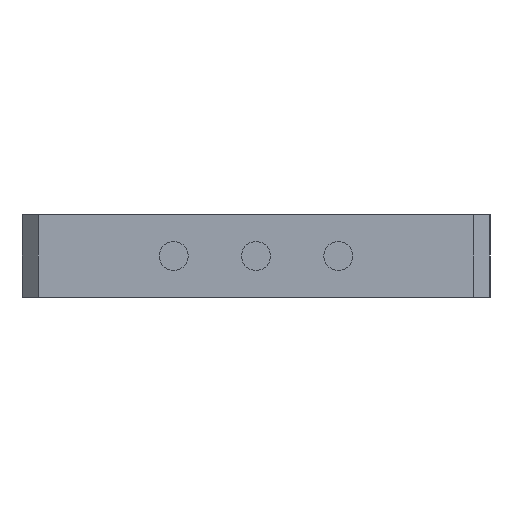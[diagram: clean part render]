
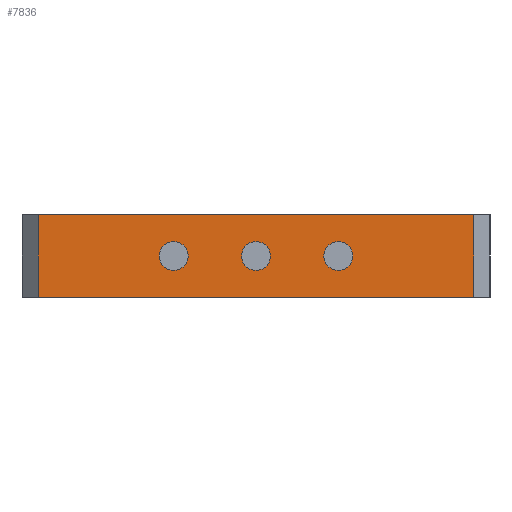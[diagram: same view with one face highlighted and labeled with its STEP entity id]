
A CAD part, front view. The second image highlights one B-rep face of the part: STEP entity #7836.
In plain terms, the highlighted planar face has unit normal (0, -1, 0).
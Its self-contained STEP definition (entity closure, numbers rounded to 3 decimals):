
#19 = EDGE_LOOP ( 'NONE', ( #8312, #6649 ) ) ;
#181 = AXIS2_PLACEMENT_3D ( 'NONE', #8606, #4527, #6446 ) ;
#223 = FACE_BOUND ( 'NONE', #5920, .T. ) ;
#398 = FACE_BOUND ( 'NONE', #1790, .T. ) ;
#455 = VERTEX_POINT ( 'NONE', #3503 ) ;
#460 = CIRCLE ( 'NONE', #6613, 2.2 ) ;
#495 = CIRCLE ( 'NONE', #6820, 2.2 ) ;
#535 = CIRCLE ( 'NONE', #6710, 2.2 ) ;
#619 = EDGE_CURVE ( 'NONE', #3660, #7263, #7222, .T. ) ;
#621 = CARTESIAN_POINT ( 'NONE',  ( 33.05, -35.55, -6.25 ) ) ;
#816 = VERTEX_POINT ( 'NONE', #5016 ) ;
#828 = LINE ( 'NONE', #2792, #3818 ) ;
#1023 = ORIENTED_EDGE ( 'NONE', *, *, #5427, .T. ) ;
#1063 = EDGE_CURVE ( 'NONE', #816, #6939, #6643, .T. ) ;
#1217 = CARTESIAN_POINT ( 'NONE',  ( -12.5, -35.55, 0. ) ) ;
#1326 = DIRECTION ( 'NONE',  ( 1., 0., 0. ) ) ;
#1394 = CIRCLE ( 'NONE', #5130, 2.2 ) ;
#1615 = PLANE ( 'NONE',  #3969 ) ;
#1626 = AXIS2_PLACEMENT_3D ( 'NONE', #3864, #6597, #5795 ) ;
#1790 = EDGE_LOOP ( 'NONE', ( #8780, #5699 ) ) ;
#1944 = EDGE_CURVE ( 'NONE', #8031, #455, #460, .T. ) ;
#2036 = ORIENTED_EDGE ( 'NONE', *, *, #7936, .T. ) ;
#2077 = DIRECTION ( 'NONE',  ( 1., 0., 0. ) ) ;
#2185 = CARTESIAN_POINT ( 'NONE',  ( 0., -35.55, 0. ) ) ;
#2326 = DIRECTION ( 'NONE',  ( 0., 0., -1. ) ) ;
#2517 = DIRECTION ( 'NONE',  ( 0., 0., 1. ) ) ;
#2720 = DIRECTION ( 'NONE',  ( 0., 1., 0. ) ) ;
#2792 = CARTESIAN_POINT ( 'NONE',  ( -35.55, -35.55, 6.25 ) ) ;
#2986 = DIRECTION ( 'NONE',  ( 0., 0., 1. ) ) ;
#3013 = CARTESIAN_POINT ( 'NONE',  ( -12.5, -35.55, -2.2 ) ) ;
#3042 = EDGE_CURVE ( 'NONE', #6939, #816, #1394, .T. ) ;
#3415 = VERTEX_POINT ( 'NONE', #5039 ) ;
#3441 = CARTESIAN_POINT ( 'NONE',  ( -35.55, -35.55, -6.25 ) ) ;
#3482 = CARTESIAN_POINT ( 'NONE',  ( 12.5, -35.55, 2.2 ) ) ;
#3503 = CARTESIAN_POINT ( 'NONE',  ( 0., -35.55, 2.2 ) ) ;
#3556 = EDGE_CURVE ( 'NONE', #5792, #7459, #7687, .T. ) ;
#3660 = VERTEX_POINT ( 'NONE', #621 ) ;
#3773 = FACE_OUTER_BOUND ( 'NONE', #5581, .T. ) ;
#3818 = VECTOR ( 'NONE', #2077, 1000. ) ;
#3864 = CARTESIAN_POINT ( 'NONE',  ( -12.5, -35.55, 0. ) ) ;
#3896 = CARTESIAN_POINT ( 'NONE',  ( -33.05, -35.55, 6.25 ) ) ;
#3969 = AXIS2_PLACEMENT_3D ( 'NONE', #7241, #4510, #5749 ) ;
#4201 = VERTEX_POINT ( 'NONE', #3896 ) ;
#4510 = DIRECTION ( 'NONE',  ( 0., 1., 0. ) ) ;
#4527 = DIRECTION ( 'NONE',  ( 0., 1., 0. ) ) ;
#4779 = FACE_BOUND ( 'NONE', #19, .T. ) ;
#4936 = CARTESIAN_POINT ( 'NONE',  ( 12.5, -35.55, 0. ) ) ;
#4942 = DIRECTION ( 'NONE',  ( 0., 0., 1. ) ) ;
#5016 = CARTESIAN_POINT ( 'NONE',  ( 12.5, -35.55, -2.2 ) ) ;
#5039 = CARTESIAN_POINT ( 'NONE',  ( -33.05, -35.55, -6.25 ) ) ;
#5081 = LINE ( 'NONE', #7109, #5264 ) ;
#5130 = AXIS2_PLACEMENT_3D ( 'NONE', #4936, #7004, #6952 ) ;
#5264 = VECTOR ( 'NONE', #2326, 1000. ) ;
#5427 = EDGE_CURVE ( 'NONE', #3415, #3660, #8750, .T. ) ;
#5455 = CARTESIAN_POINT ( 'NONE',  ( 33.05, -35.55, 6.25 ) ) ;
#5498 = ORIENTED_EDGE ( 'NONE', *, *, #8854, .T. ) ;
#5581 = EDGE_LOOP ( 'NONE', ( #7443, #2036, #1023, #6557 ) ) ;
#5699 = ORIENTED_EDGE ( 'NONE', *, *, #3042, .T. ) ;
#5749 = DIRECTION ( 'NONE',  ( 0., 0., 1. ) ) ;
#5792 = VERTEX_POINT ( 'NONE', #6720 ) ;
#5795 = DIRECTION ( 'NONE',  ( 0., 0., 1. ) ) ;
#5797 = VECTOR ( 'NONE', #1326, 1000. ) ;
#5920 = EDGE_LOOP ( 'NONE', ( #5498, #7450 ) ) ;
#6160 = DIRECTION ( 'NONE',  ( 0., 1., 0. ) ) ;
#6446 = DIRECTION ( 'NONE',  ( 0., 0., 1. ) ) ;
#6557 = ORIENTED_EDGE ( 'NONE', *, *, #619, .T. ) ;
#6597 = DIRECTION ( 'NONE',  ( 0., 1., 0. ) ) ;
#6613 = AXIS2_PLACEMENT_3D ( 'NONE', #2185, #2720, #4942 ) ;
#6643 = CIRCLE ( 'NONE', #181, 2.2 ) ;
#6649 = ORIENTED_EDGE ( 'NONE', *, *, #6988, .T. ) ;
#6694 = CARTESIAN_POINT ( 'NONE',  ( 0., -35.55, -2.2 ) ) ;
#6710 = AXIS2_PLACEMENT_3D ( 'NONE', #1217, #6160, #2517 ) ;
#6720 = CARTESIAN_POINT ( 'NONE',  ( -12.5, -35.55, 2.2 ) ) ;
#6820 = AXIS2_PLACEMENT_3D ( 'NONE', #8442, #6905, #2986 ) ;
#6905 = DIRECTION ( 'NONE',  ( 0., 1., 0. ) ) ;
#6939 = VERTEX_POINT ( 'NONE', #3482 ) ;
#6952 = DIRECTION ( 'NONE',  ( 0., 0., 1. ) ) ;
#6988 = EDGE_CURVE ( 'NONE', #455, #8031, #495, .T. ) ;
#7004 = DIRECTION ( 'NONE',  ( 0., 1., 0. ) ) ;
#7109 = CARTESIAN_POINT ( 'NONE',  ( -33.05, -35.55, 6.25 ) ) ;
#7222 = LINE ( 'NONE', #7961, #7442 ) ;
#7241 = CARTESIAN_POINT ( 'NONE',  ( -35.55, -35.55, 6.25 ) ) ;
#7263 = VERTEX_POINT ( 'NONE', #5455 ) ;
#7273 = DIRECTION ( 'NONE',  ( 0., 0., 1. ) ) ;
#7300 = EDGE_CURVE ( 'NONE', #4201, #7263, #828, .T. ) ;
#7442 = VECTOR ( 'NONE', #7273, 1000. ) ;
#7443 = ORIENTED_EDGE ( 'NONE', *, *, #7300, .F. ) ;
#7450 = ORIENTED_EDGE ( 'NONE', *, *, #3556, .T. ) ;
#7459 = VERTEX_POINT ( 'NONE', #3013 ) ;
#7687 = CIRCLE ( 'NONE', #1626, 2.2 ) ;
#7836 = ADVANCED_FACE ( 'NONE', ( #4779, #223, #398, #3773 ), #1615, .F. ) ;
#7936 = EDGE_CURVE ( 'NONE', #4201, #3415, #5081, .T. ) ;
#7961 = CARTESIAN_POINT ( 'NONE',  ( 33.05, -35.55, 6.25 ) ) ;
#8031 = VERTEX_POINT ( 'NONE', #6694 ) ;
#8312 = ORIENTED_EDGE ( 'NONE', *, *, #1944, .T. ) ;
#8442 = CARTESIAN_POINT ( 'NONE',  ( 0., -35.55, 0. ) ) ;
#8606 = CARTESIAN_POINT ( 'NONE',  ( 12.5, -35.55, 0. ) ) ;
#8750 = LINE ( 'NONE', #3441, #5797 ) ;
#8780 = ORIENTED_EDGE ( 'NONE', *, *, #1063, .T. ) ;
#8854 = EDGE_CURVE ( 'NONE', #7459, #5792, #535, .T. ) ;
